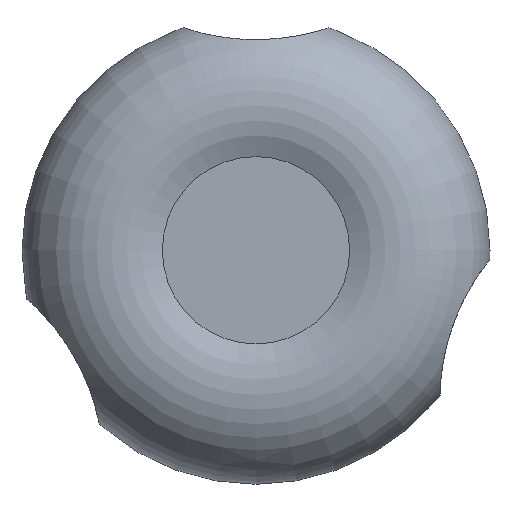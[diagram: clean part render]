
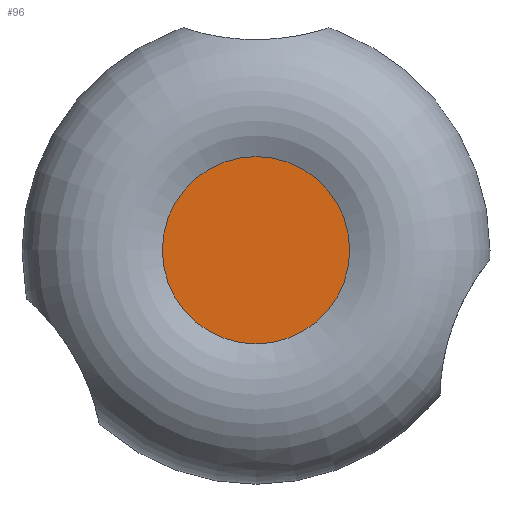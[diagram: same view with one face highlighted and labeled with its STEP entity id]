
A CAD part, top view. The second image highlights one B-rep face of the part: STEP entity #96.
In plain terms, the highlighted planar face has unit normal (0, 0, 1).
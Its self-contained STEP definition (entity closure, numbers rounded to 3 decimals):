
#96 = ADVANCED_FACE( '', ( #222 ), #223, .F. );
#222 = FACE_OUTER_BOUND( '', #372, .T. );
#223 = PLANE( '', #373 );
#372 = EDGE_LOOP( '', ( #587 ) );
#373 = AXIS2_PLACEMENT_3D( '', #588, #589, #590 );
#587 = ORIENTED_EDGE( '', *, *, #816, .T. );
#588 = CARTESIAN_POINT( '', ( 0., 10., 31.66 ) );
#589 = DIRECTION( '', ( 0., 0., -1. ) );
#590 = DIRECTION( '', ( 0., 1., 0. ) );
#816 = EDGE_CURVE( '', #954, #954, #955, .T. );
#954 = VERTEX_POINT( '', #1405 );
#955 = CIRCLE( '', #1406, 10. );
#1405 = CARTESIAN_POINT( '', ( 0., -10., 31.66 ) );
#1406 = AXIS2_PLACEMENT_3D( '', #1994, #1995, #1996 );
#1994 = CARTESIAN_POINT( '', ( 0., 0., 31.66 ) );
#1995 = DIRECTION( '', ( 0., 0., 1. ) );
#1996 = DIRECTION( '', ( 0., -1., 0. ) );
